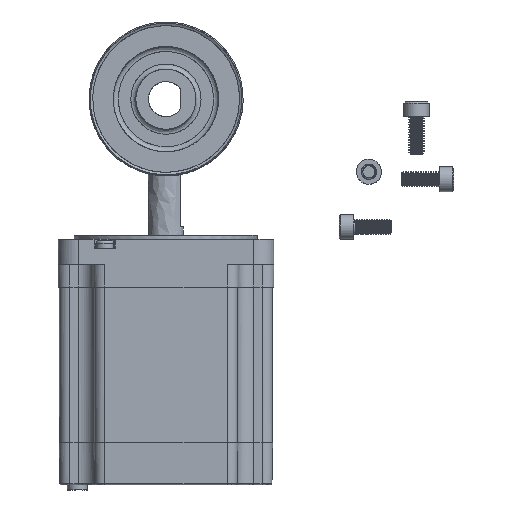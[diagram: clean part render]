
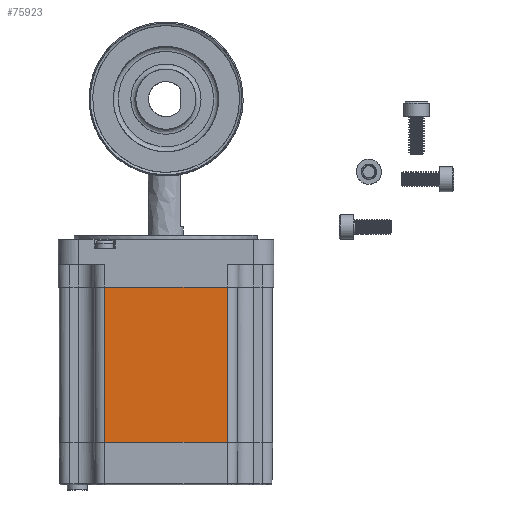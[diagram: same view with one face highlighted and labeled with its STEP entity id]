
A CAD part, front view. The second image highlights one B-rep face of the part: STEP entity #75923.
In plain terms, the highlighted free-form (B-spline) face has degree [1, 1] with [2, 2] control points.
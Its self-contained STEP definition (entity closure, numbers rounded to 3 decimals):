
#75923 = ADVANCED_FACE('',(#75924),#75954,.T.);
#75924 = FACE_BOUND('',#75925,.T.);
#75925 = EDGE_LOOP('',(#75926,#75935,#75942,#75949));
#75926 = ORIENTED_EDGE('',*,*,#75927,.T.);
#75927 = EDGE_CURVE('',#75928,#75930,#75932,.T.);
#75928 = VERTEX_POINT('',#75929);
#75929 = CARTESIAN_POINT('',(32.15,-115.055,
    -105.193));
#75930 = VERTEX_POINT('',#75931);
#75931 = CARTESIAN_POINT('',(32.15,-115.055,
    -23.668));
#75932 = B_SPLINE_CURVE_WITH_KNOTS('',1,(#75933,#75934),.UNSPECIFIED.,
  .F.,.F.,(2,2),(0.,62.),.PIECEWISE_BEZIER_KNOTS.);
#75933 = CARTESIAN_POINT('',(32.15,-115.055,
    -105.193));
#75934 = CARTESIAN_POINT('',(32.15,-115.055,
    -23.668));
#75935 = ORIENTED_EDGE('',*,*,#75936,.T.);
#75936 = EDGE_CURVE('',#75930,#75937,#75939,.T.);
#75937 = VERTEX_POINT('',#75938);
#75938 = CARTESIAN_POINT('',(-32.15,-115.055,
    -23.668));
#75939 = B_SPLINE_CURVE_WITH_KNOTS('',1,(#75940,#75941),.UNSPECIFIED.,
  .F.,.F.,(2,2),(0.,48.9),.PIECEWISE_BEZIER_KNOTS.);
#75940 = CARTESIAN_POINT('',(32.15,-115.055,
    -23.668));
#75941 = CARTESIAN_POINT('',(-32.15,-115.055,
    -23.668));
#75942 = ORIENTED_EDGE('',*,*,#75943,.T.);
#75943 = EDGE_CURVE('',#75937,#75944,#75946,.T.);
#75944 = VERTEX_POINT('',#75945);
#75945 = CARTESIAN_POINT('',(-32.15,-115.055,
    -105.193));
#75946 = B_SPLINE_CURVE_WITH_KNOTS('',1,(#75947,#75948),.UNSPECIFIED.,
  .F.,.F.,(2,2),(-62.,-0.),.PIECEWISE_BEZIER_KNOTS.);
#75947 = CARTESIAN_POINT('',(-32.15,-115.055,
    -23.668));
#75948 = CARTESIAN_POINT('',(-32.15,-115.055,
    -105.193));
#75949 = ORIENTED_EDGE('',*,*,#75950,.T.);
#75950 = EDGE_CURVE('',#75944,#75928,#75951,.T.);
#75951 = B_SPLINE_CURVE_WITH_KNOTS('',1,(#75952,#75953),.UNSPECIFIED.,
  .F.,.F.,(2,2),(-48.9,-0.),.PIECEWISE_BEZIER_KNOTS.);
#75952 = CARTESIAN_POINT('',(-32.15,-115.055,
    -105.193));
#75953 = CARTESIAN_POINT('',(32.15,-115.055,
    -105.193));
#75954 = B_SPLINE_SURFACE_WITH_KNOTS('',1,1,(
    (#75955,#75956)
    ,(#75957,#75958
    )),.UNSPECIFIED.,.F.,.F.,.F.,(2,2),(2,2),(-4.891,53.791),(
    -206.824,-132.421),.PIECEWISE_BEZIER_KNOTS.);
#75955 = CARTESIAN_POINT('',(38.581,-115.055,
    -15.514));
#75956 = CARTESIAN_POINT('',(38.581,-115.055,
    -113.347));
#75957 = CARTESIAN_POINT('',(-38.581,-115.055,
    -15.514));
#75958 = CARTESIAN_POINT('',(-38.581,-115.055,
    -113.347));
